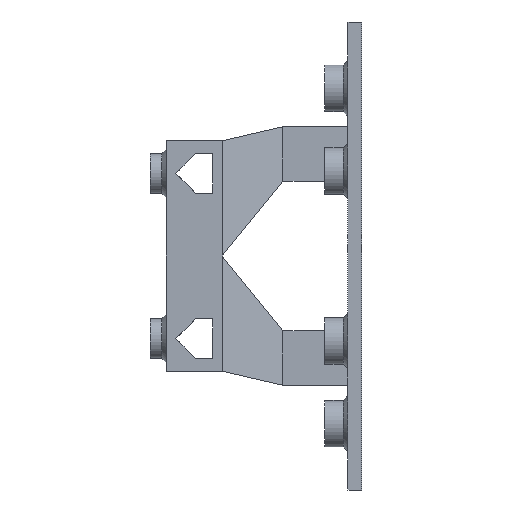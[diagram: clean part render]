
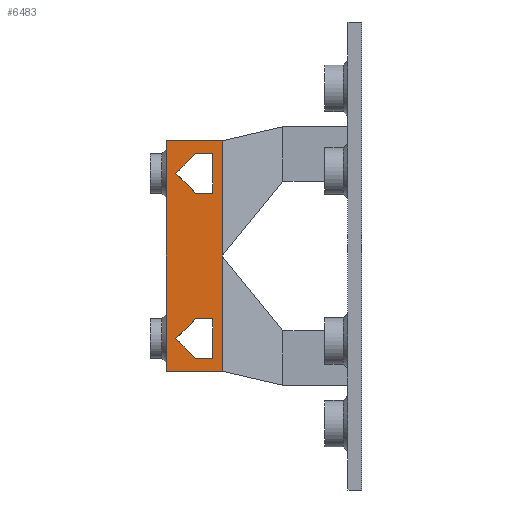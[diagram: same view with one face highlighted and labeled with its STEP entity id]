
A CAD part, left-side view. The second image highlights one B-rep face of the part: STEP entity #6483.
In plain terms, the highlighted planar face has unit normal (-1, 0, 0).
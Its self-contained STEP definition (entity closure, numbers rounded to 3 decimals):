
#170=FACE_BOUND('',#2437,.T.);
#171=FACE_BOUND('',#2438,.T.);
#250=LINE('',#9519,#956);
#263=LINE('',#9555,#969);
#264=LINE('',#9558,#970);
#330=LINE('',#9696,#1036);
#336=LINE('',#9707,#1042);
#338=LINE('',#9711,#1044);
#347=LINE('',#9725,#1053);
#361=LINE('',#9751,#1067);
#374=LINE('',#9777,#1080);
#379=LINE('',#9785,#1085);
#383=LINE('',#9794,#1089);
#385=LINE('',#9797,#1091);
#386=LINE('',#9799,#1092);
#447=LINE('',#9975,#1153);
#448=LINE('',#9977,#1154);
#956=VECTOR('',#7552,10.);
#969=VECTOR('',#7593,10.);
#970=VECTOR('',#7596,10.);
#1036=VECTOR('',#7702,10.);
#1042=VECTOR('',#7712,10.);
#1044=VECTOR('',#7716,10.);
#1053=VECTOR('',#7725,10.);
#1067=VECTOR('',#7749,10.);
#1080=VECTOR('',#7772,10.);
#1085=VECTOR('',#7781,10.);
#1089=VECTOR('',#7787,10.);
#1091=VECTOR('',#7791,10.);
#1092=VECTOR('',#7794,10.);
#1153=VECTOR('',#7991,10.);
#1154=VECTOR('',#7994,10.);
#1698=PLANE('',#6940);
#2047=FACE_OUTER_BOUND('',#2436,.T.);
#2436=EDGE_LOOP('',(#5017,#5018,#5019,#5020,#5021));
#2437=EDGE_LOOP('',(#5022,#5023,#5024,#5025,#5026));
#2438=EDGE_LOOP('',(#5027,#5028,#5029,#5030,#5031));
#2947=VERTEX_POINT('',#9516);
#2948=VERTEX_POINT('',#9518);
#2953=VERTEX_POINT('',#9536);
#2957=VERTEX_POINT('',#9553);
#2958=VERTEX_POINT('',#9557);
#3009=VERTEX_POINT('',#9693);
#3010=VERTEX_POINT('',#9695);
#3013=VERTEX_POINT('',#9705);
#3014=VERTEX_POINT('',#9709);
#3018=VERTEX_POINT('',#9722);
#3019=VERTEX_POINT('',#9724);
#3026=VERTEX_POINT('',#9750);
#3034=VERTEX_POINT('',#9776);
#3038=VERTEX_POINT('',#9791);
#3039=VERTEX_POINT('',#9793);
#3572=EDGE_CURVE('',#2947,#2948,#250,.T.);
#3591=EDGE_CURVE('',#2957,#2953,#263,.T.);
#3592=EDGE_CURVE('',#2953,#2958,#264,.T.);
#3660=EDGE_CURVE('',#3009,#3010,#330,.T.);
#3666=EDGE_CURVE('',#3009,#3013,#336,.T.);
#3668=EDGE_CURVE('',#3013,#3014,#338,.T.);
#3677=EDGE_CURVE('',#3019,#3018,#347,.T.);
#3691=EDGE_CURVE('',#3010,#3026,#361,.T.);
#3704=EDGE_CURVE('',#3034,#3019,#374,.T.);
#3709=EDGE_CURVE('',#3014,#3026,#379,.T.);
#3713=EDGE_CURVE('',#3038,#3039,#383,.T.);
#3715=EDGE_CURVE('',#3018,#3039,#385,.T.);
#3716=EDGE_CURVE('',#3034,#3038,#386,.T.);
#3805=EDGE_CURVE('',#2957,#2948,#447,.T.);
#3806=EDGE_CURVE('',#2958,#2947,#448,.T.);
#5017=ORIENTED_EDGE('',*,*,#3805,.T.);
#5018=ORIENTED_EDGE('',*,*,#3572,.F.);
#5019=ORIENTED_EDGE('',*,*,#3806,.F.);
#5020=ORIENTED_EDGE('',*,*,#3592,.F.);
#5021=ORIENTED_EDGE('',*,*,#3591,.F.);
#5022=ORIENTED_EDGE('',*,*,#3668,.T.);
#5023=ORIENTED_EDGE('',*,*,#3709,.T.);
#5024=ORIENTED_EDGE('',*,*,#3691,.F.);
#5025=ORIENTED_EDGE('',*,*,#3660,.F.);
#5026=ORIENTED_EDGE('',*,*,#3666,.T.);
#5027=ORIENTED_EDGE('',*,*,#3677,.T.);
#5028=ORIENTED_EDGE('',*,*,#3715,.T.);
#5029=ORIENTED_EDGE('',*,*,#3713,.F.);
#5030=ORIENTED_EDGE('',*,*,#3716,.F.);
#5031=ORIENTED_EDGE('',*,*,#3704,.T.);
#6483=ADVANCED_FACE('',(#2047,#170,#171),#1698,.T.);
#6940=AXIS2_PLACEMENT_3D('',#9976,#7992,#7993);
#7552=DIRECTION('',(0.,0.,1.));
#7593=DIRECTION('',(0.,0.,-1.));
#7596=DIRECTION('',(0.,0.,-1.));
#7702=DIRECTION('',(0.,0.707,-0.707));
#7712=DIRECTION('',(0.,-1.,0.));
#7716=DIRECTION('',(0.,0.,-1.));
#7725=DIRECTION('',(0.,0.,-1.));
#7749=DIRECTION('',(0.,-0.707,-0.707));
#7772=DIRECTION('',(0.,-1.,0.));
#7781=DIRECTION('',(0.,1.,0.));
#7787=DIRECTION('',(0.,-0.707,-0.707));
#7791=DIRECTION('',(0.,1.,0.));
#7794=DIRECTION('',(0.,0.707,-0.707));
#7991=DIRECTION('',(0.,1.,0.));
#7992=DIRECTION('center_axis',(-1.,0.,0.));
#7993=DIRECTION('ref_axis',(0.,0.,1.));
#7994=DIRECTION('',(0.,1.,0.));
#9516=CARTESIAN_POINT('',(50.,39.,-75.));
#9518=CARTESIAN_POINT('',(50.,39.,-25.5));
#9519=CARTESIAN_POINT('',(50.,39.,-75.));
#9536=CARTESIAN_POINT('',(50.,27.,-50.25));
#9553=CARTESIAN_POINT('',(50.,27.,-25.5));
#9555=CARTESIAN_POINT('',(50.,27.,-62.625));
#9557=CARTESIAN_POINT('',(50.,27.,-75.));
#9558=CARTESIAN_POINT('',(50.,27.,-62.625));
#9693=CARTESIAN_POINT('',(50.,32.75,-28.25));
#9695=CARTESIAN_POINT('',(50.,37.,-32.5));
#9696=CARTESIAN_POINT('',(50.,46.563,-42.063));
#9705=CARTESIAN_POINT('',(50.,29.,-28.25));
#9707=CARTESIAN_POINT('',(50.,33.,-28.25));
#9709=CARTESIAN_POINT('',(50.,29.,-36.75));
#9711=CARTESIAN_POINT('',(50.,29.,-55.875));
#9722=CARTESIAN_POINT('',(50.,29.,-72.25));
#9724=CARTESIAN_POINT('',(50.,29.,-63.75));
#9725=CARTESIAN_POINT('',(50.,29.,-69.375));
#9750=CARTESIAN_POINT('',(50.,32.75,-36.75));
#9751=CARTESIAN_POINT('',(50.,25.313,-44.188));
#9776=CARTESIAN_POINT('',(50.,32.75,-63.75));
#9777=CARTESIAN_POINT('',(50.,37.,-63.75));
#9785=CARTESIAN_POINT('',(50.,37.,-36.75));
#9791=CARTESIAN_POINT('',(50.,37.,-68.));
#9793=CARTESIAN_POINT('',(50.,32.75,-72.25));
#9794=CARTESIAN_POINT('',(50.,34.188,-70.813));
#9797=CARTESIAN_POINT('',(50.,33.,-72.25));
#9799=CARTESIAN_POINT('',(50.,37.688,-68.688));
#9975=CARTESIAN_POINT('',(50.,37.,-25.5));
#9976=CARTESIAN_POINT('Origin',(50.,37.,-75.));
#9977=CARTESIAN_POINT('',(50.,37.,-75.));
